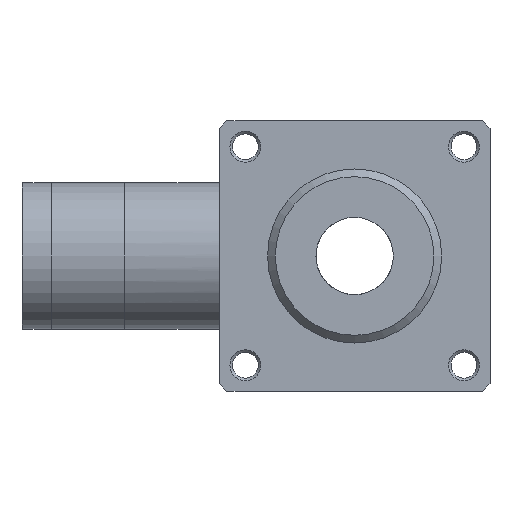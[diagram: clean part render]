
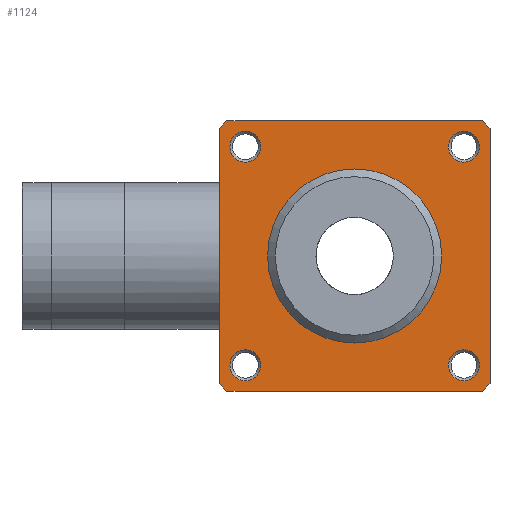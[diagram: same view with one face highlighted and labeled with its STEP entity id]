
A CAD part, left-side view. The second image highlights one B-rep face of the part: STEP entity #1124.
In plain terms, the highlighted planar face has unit normal (-1, 0, 0).
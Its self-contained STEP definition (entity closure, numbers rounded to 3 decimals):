
#40=LINE('',#2392,#94);
#41=LINE('',#2395,#95);
#42=LINE('',#2397,#96);
#43=LINE('',#2399,#97);
#44=LINE('',#2401,#98);
#45=LINE('',#2403,#99);
#46=LINE('',#2405,#100);
#47=LINE('',#2407,#101);
#94=VECTOR('',#1910,1000.);
#95=VECTOR('',#1911,1000.);
#96=VECTOR('',#1912,1000.);
#97=VECTOR('',#1913,1000.);
#98=VECTOR('',#1914,1000.);
#99=VECTOR('',#1915,1000.);
#100=VECTOR('',#1916,1000.);
#101=VECTOR('',#1917,1000.);
#176=PLANE('',#1669);
#229=CIRCLE('',#1670,22.5);
#230=CIRCLE('',#1671,4.);
#231=CIRCLE('',#1672,4.);
#232=CIRCLE('',#1673,4.);
#233=CIRCLE('',#1674,4.);
#342=ORIENTED_EDGE('',*,*,#583,.F.);
#343=ORIENTED_EDGE('',*,*,#584,.F.);
#344=ORIENTED_EDGE('',*,*,#585,.F.);
#345=ORIENTED_EDGE('',*,*,#586,.F.);
#346=ORIENTED_EDGE('',*,*,#587,.F.);
#347=ORIENTED_EDGE('',*,*,#588,.F.);
#348=ORIENTED_EDGE('',*,*,#589,.F.);
#349=ORIENTED_EDGE('',*,*,#590,.F.);
#350=ORIENTED_EDGE('',*,*,#591,.F.);
#351=ORIENTED_EDGE('',*,*,#592,.F.);
#352=ORIENTED_EDGE('',*,*,#593,.F.);
#353=ORIENTED_EDGE('',*,*,#594,.F.);
#354=ORIENTED_EDGE('',*,*,#595,.F.);
#583=EDGE_CURVE('',#713,#713,#229,.T.);
#584=EDGE_CURVE('',#714,#714,#230,.T.);
#585=EDGE_CURVE('',#715,#715,#231,.T.);
#586=EDGE_CURVE('',#716,#716,#232,.T.);
#587=EDGE_CURVE('',#717,#717,#233,.T.);
#588=EDGE_CURVE('',#718,#719,#40,.T.);
#589=EDGE_CURVE('',#720,#718,#41,.T.);
#590=EDGE_CURVE('',#721,#720,#42,.T.);
#591=EDGE_CURVE('',#722,#721,#43,.T.);
#592=EDGE_CURVE('',#723,#722,#44,.T.);
#593=EDGE_CURVE('',#724,#723,#45,.T.);
#594=EDGE_CURVE('',#725,#724,#46,.T.);
#595=EDGE_CURVE('',#719,#725,#47,.T.);
#713=VERTEX_POINT('',#2383);
#714=VERTEX_POINT('',#2385);
#715=VERTEX_POINT('',#2387);
#716=VERTEX_POINT('',#2389);
#717=VERTEX_POINT('',#2391);
#718=VERTEX_POINT('',#2393);
#719=VERTEX_POINT('',#2394);
#720=VERTEX_POINT('',#2396);
#721=VERTEX_POINT('',#2398);
#722=VERTEX_POINT('',#2400);
#723=VERTEX_POINT('',#2402);
#724=VERTEX_POINT('',#2404);
#725=VERTEX_POINT('',#2406);
#826=EDGE_LOOP('',(#342));
#827=EDGE_LOOP('',(#343));
#828=EDGE_LOOP('',(#344));
#829=EDGE_LOOP('',(#345));
#830=EDGE_LOOP('',(#346));
#831=EDGE_LOOP('',(#347,#348,#349,#350,#351,#352,#353,#354));
#980=FACE_BOUND('',#826,.T.);
#981=FACE_BOUND('',#827,.T.);
#982=FACE_BOUND('',#828,.T.);
#983=FACE_BOUND('',#829,.T.);
#984=FACE_BOUND('',#830,.T.);
#985=FACE_BOUND('',#831,.T.);
#1124=ADVANCED_FACE('',(#980,#981,#982,#983,#984,#985),#176,.F.);
#1669=AXIS2_PLACEMENT_3D('',#2381,#1898,#1899);
#1670=AXIS2_PLACEMENT_3D('',#2382,#1900,#1901);
#1671=AXIS2_PLACEMENT_3D('',#2384,#1902,#1903);
#1672=AXIS2_PLACEMENT_3D('',#2386,#1904,#1905);
#1673=AXIS2_PLACEMENT_3D('',#2388,#1906,#1907);
#1674=AXIS2_PLACEMENT_3D('',#2390,#1908,#1909);
#1898=DIRECTION('',(1.,0.,0.));
#1899=DIRECTION('',(0.,0.,-1.));
#1900=DIRECTION('',(-1.,0.,0.));
#1901=DIRECTION('',(0.,0.,1.));
#1902=DIRECTION('',(-1.,0.,0.));
#1903=DIRECTION('',(0.,0.,1.));
#1904=DIRECTION('',(-1.,0.,0.));
#1905=DIRECTION('',(0.,0.,1.));
#1906=DIRECTION('',(-1.,0.,0.));
#1907=DIRECTION('',(0.,0.,1.));
#1908=DIRECTION('',(-1.,0.,0.));
#1909=DIRECTION('',(0.,0.,1.));
#1910=DIRECTION('',(0.,-0.707,0.707));
#1911=DIRECTION('',(0.,0.,1.));
#1912=DIRECTION('',(0.,0.707,0.707));
#1913=DIRECTION('',(0.,1.,0.));
#1914=DIRECTION('',(0.,0.707,-0.707));
#1915=DIRECTION('',(0.,0.,-1.));
#1916=DIRECTION('',(0.,-0.707,-0.707));
#1917=DIRECTION('',(0.,-1.,0.));
#2381=CARTESIAN_POINT('',(-20.5,35.,0.));
#2382=CARTESIAN_POINT('',(-20.5,35.,0.));
#2383=CARTESIAN_POINT('',(-20.5,35.,22.5));
#2384=CARTESIAN_POINT('',(-20.5,63.25,28.25));
#2385=CARTESIAN_POINT('',(-20.5,63.25,32.25));
#2386=CARTESIAN_POINT('',(-20.5,6.75,28.25));
#2387=CARTESIAN_POINT('',(-20.5,6.75,32.25));
#2388=CARTESIAN_POINT('',(-20.5,63.25,-28.25));
#2389=CARTESIAN_POINT('',(-20.5,63.25,-24.25));
#2390=CARTESIAN_POINT('',(-20.5,6.75,-28.25));
#2391=CARTESIAN_POINT('',(-20.5,6.75,-24.25));
#2392=CARTESIAN_POINT('',(-20.5,70.,33.));
#2393=CARTESIAN_POINT('',(-20.5,70.,33.));
#2394=CARTESIAN_POINT('',(-20.5,68.,35.));
#2395=CARTESIAN_POINT('',(-20.5,70.,-33.));
#2396=CARTESIAN_POINT('',(-20.5,70.,-33.));
#2397=CARTESIAN_POINT('',(-20.5,68.,-35.));
#2398=CARTESIAN_POINT('',(-20.5,68.,-35.));
#2399=CARTESIAN_POINT('',(-20.5,2.,-35.));
#2400=CARTESIAN_POINT('',(-20.5,2.,-35.));
#2401=CARTESIAN_POINT('',(-20.5,0.,-33.));
#2402=CARTESIAN_POINT('',(-20.5,0.,-33.));
#2403=CARTESIAN_POINT('',(-20.5,0.,33.));
#2404=CARTESIAN_POINT('',(-20.5,0.,33.));
#2405=CARTESIAN_POINT('',(-20.5,2.,35.));
#2406=CARTESIAN_POINT('',(-20.5,2.,35.));
#2407=CARTESIAN_POINT('',(-20.5,68.,35.));
